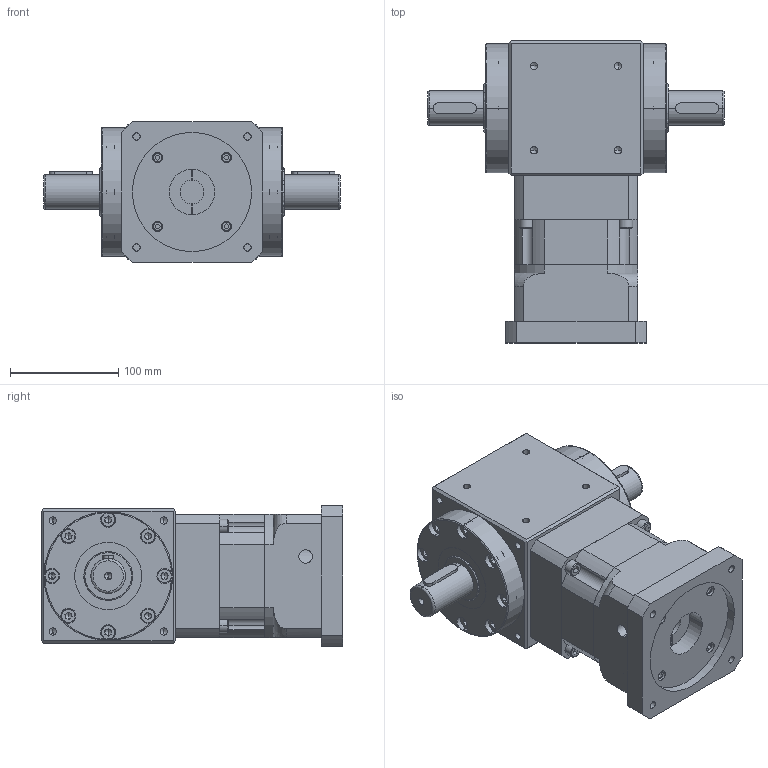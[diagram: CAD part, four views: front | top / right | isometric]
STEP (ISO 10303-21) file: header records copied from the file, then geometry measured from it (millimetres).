
FILE_DESCRIPTION (( 'STEP AP214' ), '1' );
FILE_NAME ('RAM120-L1-XX-2S-22-110-145-M8_2019.STEP', '2019-04-09T03:52:04', ( 'Y' ), ( 'NCU' ), 'SwSTEP 2.0', 'SolidWorks 2016', '' );
FILE_SCHEMA (( 'AUTOMOTIVE_DESIGN' ));
Length unit declared in the file: millimetre
Products named in the file (1): RAM120-L1-XX-2S-22-110-145-M8_2019
Bounding box: 274 x 278.8 x 130 mm (x, y, z)
Volume: 4256237.2 mm3; surface area: 354338.5 mm2
Topology: 6 solids, 36 shells, 994 faces, 2318 edges, 1422 vertices
Faces by surface type: plane 490, cylinder 324, cone 132, torus 48
Entity records: 32300 total; most frequent: CARTESIAN_POINT 7579, DIRECTION 5082, ORIENTED_EDGE 4460, EDGE_CURVE 2230, AXIS2_PLACEMENT_3D 1925, VERTEX_POINT 1422, VECTOR 1232, LINE 1232
